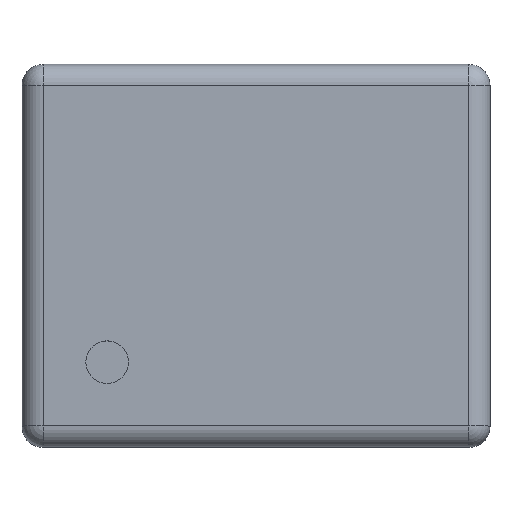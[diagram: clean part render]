
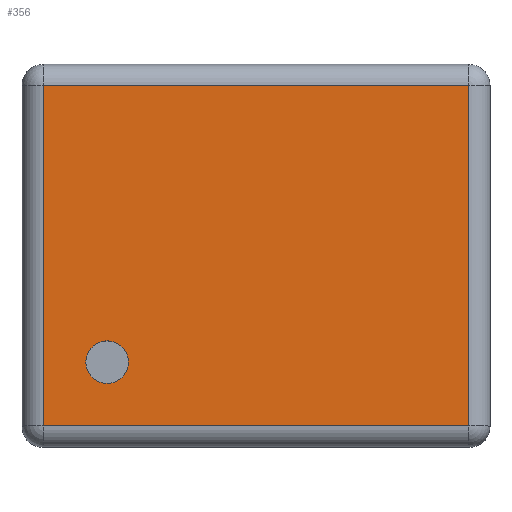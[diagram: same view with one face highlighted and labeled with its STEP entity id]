
A CAD part, top view. The second image highlights one B-rep face of the part: STEP entity #356.
In plain terms, the highlighted planar face has unit normal (0, 0, 1).
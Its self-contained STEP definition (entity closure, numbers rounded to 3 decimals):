
#179 = VERTEX_POINT('',#180);
#180 = CARTESIAN_POINT('',(-0.5,0.4,0.5));
#187 = EDGE_CURVE('',#179,#188,#190,.T.);
#188 = VERTEX_POINT('',#189);
#189 = CARTESIAN_POINT('',(0.5,0.4,0.5));
#190 = LINE('',#191,#192);
#191 = CARTESIAN_POINT('',(-0.55,0.4,0.5));
#192 = VECTOR('',#193,1.);
#193 = DIRECTION('',(1.,0.,0.));
#356 = ADVANCED_FACE('',(#357,#382),#393,.F.);
#357 = FACE_BOUND('',#358,.F.);
#358 = EDGE_LOOP('',(#359,#360,#368,#376));
#359 = ORIENTED_EDGE('',*,*,#187,.T.);
#360 = ORIENTED_EDGE('',*,*,#361,.T.);
#361 = EDGE_CURVE('',#188,#362,#364,.T.);
#362 = VERTEX_POINT('',#363);
#363 = CARTESIAN_POINT('',(0.5,-0.4,0.5));
#364 = LINE('',#365,#366);
#365 = CARTESIAN_POINT('',(0.5,0.45,0.5));
#366 = VECTOR('',#367,1.);
#367 = DIRECTION('',(0.,-1.,0.));
#368 = ORIENTED_EDGE('',*,*,#369,.T.);
#369 = EDGE_CURVE('',#362,#370,#372,.T.);
#370 = VERTEX_POINT('',#371);
#371 = CARTESIAN_POINT('',(-0.5,-0.4,0.5));
#372 = LINE('',#373,#374);
#373 = CARTESIAN_POINT('',(0.55,-0.4,0.5));
#374 = VECTOR('',#375,1.);
#375 = DIRECTION('',(-1.,0.,0.));
#376 = ORIENTED_EDGE('',*,*,#377,.T.);
#377 = EDGE_CURVE('',#370,#179,#378,.T.);
#378 = LINE('',#379,#380);
#379 = CARTESIAN_POINT('',(-0.5,-0.45,0.5));
#380 = VECTOR('',#381,1.);
#381 = DIRECTION('',(0.,1.,0.));
#382 = FACE_BOUND('',#383,.F.);
#383 = EDGE_LOOP('',(#384));
#384 = ORIENTED_EDGE('',*,*,#385,.T.);
#385 = EDGE_CURVE('',#386,#386,#388,.T.);
#386 = VERTEX_POINT('',#387);
#387 = CARTESIAN_POINT('',(-0.3,-0.25,0.5));
#388 = CIRCLE('',#389,0.05);
#389 = AXIS2_PLACEMENT_3D('',#390,#391,#392);
#390 = CARTESIAN_POINT('',(-0.35,-0.25,0.5));
#391 = DIRECTION('',(0.,0.,1.));
#392 = DIRECTION('',(1.,0.,0.));
#393 = PLANE('',#394);
#394 = AXIS2_PLACEMENT_3D('',#395,#396,#397);
#395 = CARTESIAN_POINT('',(0.,0.,0.5)
  );
#396 = DIRECTION('',(0.,0.,-1.));
#397 = DIRECTION('',(-1.,0.,0.));
